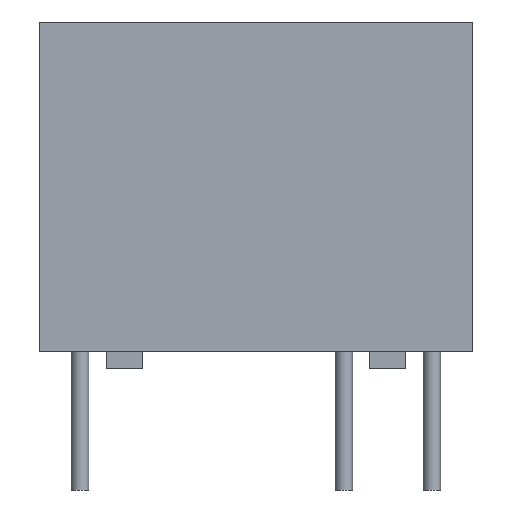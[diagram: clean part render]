
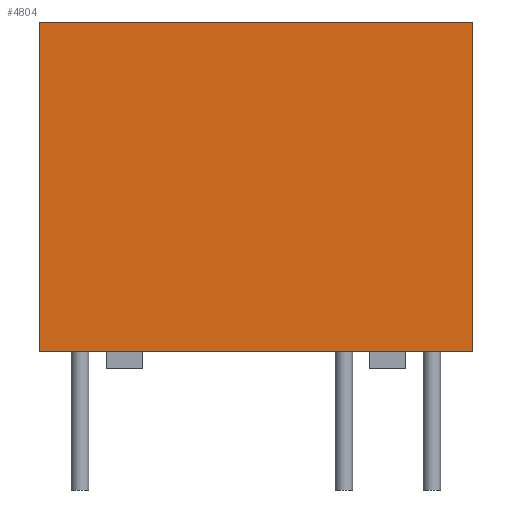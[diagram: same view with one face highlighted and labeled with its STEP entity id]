
A CAD part, front view. The second image highlights one B-rep face of the part: STEP entity #4804.
In plain terms, the highlighted planar face has unit normal (0, -1, 0).
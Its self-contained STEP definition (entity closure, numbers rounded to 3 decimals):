
#272 = VECTOR ( 'NONE', #497, 1000. ) ;
#291 = LINE ( 'NONE', #1568, #4951 ) ;
#369 = DIRECTION ( 'NONE',  ( 0., 0., -1. ) ) ;
#375 = CARTESIAN_POINT ( 'NONE',  ( -6.25, -3.75, 9.5 ) ) ;
#497 = DIRECTION ( 'NONE',  ( 0., 0., 1. ) ) ;
#724 = PLANE ( 'NONE',  #1368 ) ;
#797 = CARTESIAN_POINT ( 'NONE',  ( 6.25, -3.75, 9.5 ) ) ;
#835 = EDGE_CURVE ( 'NONE', #3728, #1160, #1532, .T. ) ;
#917 = CARTESIAN_POINT ( 'NONE',  ( -6.25, -3.75, 0. ) ) ;
#983 = DIRECTION ( 'NONE',  ( 0., 0., -1. ) ) ;
#1160 = VERTEX_POINT ( 'NONE', #797 ) ;
#1184 = CARTESIAN_POINT ( 'NONE',  ( -6.25, -3.75, 9.5 ) ) ;
#1329 = CARTESIAN_POINT ( 'NONE',  ( 6.25, -3.75, 0. ) ) ;
#1368 = AXIS2_PLACEMENT_3D ( 'NONE', #1922, #1496, #369 ) ;
#1402 = ORIENTED_EDGE ( 'NONE', *, *, #2323, .F. ) ;
#1496 = DIRECTION ( 'NONE',  ( 0., -1., 0. ) ) ;
#1532 = LINE ( 'NONE', #375, #3589 ) ;
#1568 = CARTESIAN_POINT ( 'NONE',  ( -6.25, -3.75, 0. ) ) ;
#1922 = CARTESIAN_POINT ( 'NONE',  ( 6.25, -3.75, 0. ) ) ;
#2044 = LINE ( 'NONE', #1329, #3523 ) ;
#2323 = EDGE_CURVE ( 'NONE', #3085, #3728, #4001, .T. ) ;
#2511 = CARTESIAN_POINT ( 'NONE',  ( 6.25, -3.75, 0. ) ) ;
#2569 = EDGE_CURVE ( 'NONE', #3085, #3208, #291, .T. ) ;
#2573 = ORIENTED_EDGE ( 'NONE', *, *, #835, .F. ) ;
#3085 = VERTEX_POINT ( 'NONE', #4802 ) ;
#3166 = EDGE_CURVE ( 'NONE', #1160, #3208, #2044, .T. ) ;
#3208 = VERTEX_POINT ( 'NONE', #2511 ) ;
#3462 = ORIENTED_EDGE ( 'NONE', *, *, #3166, .F. ) ;
#3523 = VECTOR ( 'NONE', #983, 1000. ) ;
#3589 = VECTOR ( 'NONE', #4761, 1000. ) ;
#3728 = VERTEX_POINT ( 'NONE', #1184 ) ;
#4001 = LINE ( 'NONE', #917, #272 ) ;
#4148 = EDGE_LOOP ( 'NONE', ( #1402, #4628, #3462, #2573 ) ) ;
#4248 = FACE_OUTER_BOUND ( 'NONE', #4148, .T. ) ;
#4340 = DIRECTION ( 'NONE',  ( 1., 0., 0. ) ) ;
#4628 = ORIENTED_EDGE ( 'NONE', *, *, #2569, .T. ) ;
#4761 = DIRECTION ( 'NONE',  ( 1., 0., 0. ) ) ;
#4802 = CARTESIAN_POINT ( 'NONE',  ( -6.25, -3.75, 0. ) ) ;
#4804 = ADVANCED_FACE ( 'NONE', ( #4248 ), #724, .T. ) ;
#4951 = VECTOR ( 'NONE', #4340, 1000. ) ;
